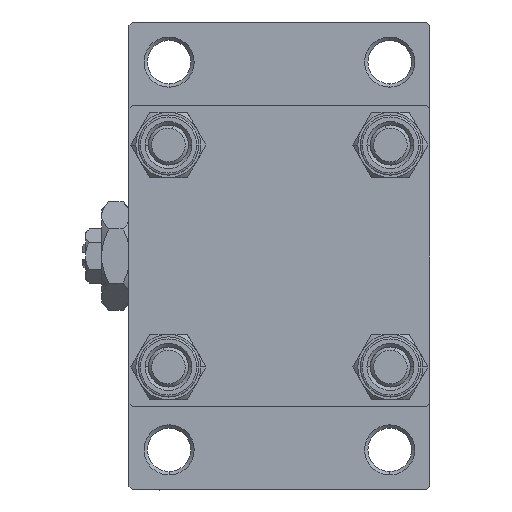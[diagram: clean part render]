
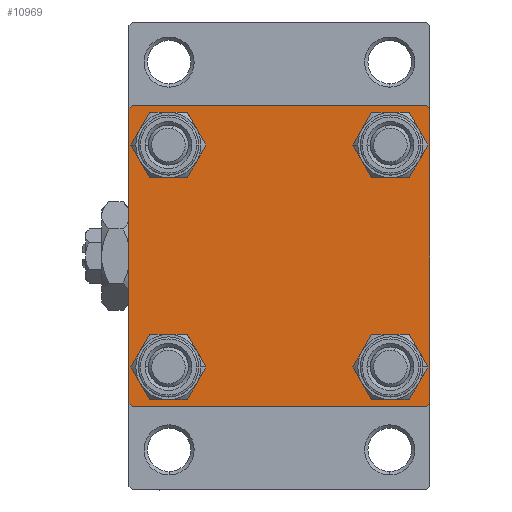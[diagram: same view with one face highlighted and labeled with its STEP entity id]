
A CAD part, left-side view. The second image highlights one B-rep face of the part: STEP entity #10969.
In plain terms, the highlighted planar face has unit normal (-1, 0, 0).
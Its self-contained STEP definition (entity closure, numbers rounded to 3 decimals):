
#200 = CARTESIAN_POINT ( 'NONE',  ( 0., 22.25, -22.25 ) ) ;
#450 = ORIENTED_EDGE ( 'NONE', *, *, #41023, .F. ) ;
#750 = DIRECTION ( 'NONE',  ( 1., 0., 0. ) ) ;
#1209 = CARTESIAN_POINT ( 'NONE',  ( 0., 22., -22.5 ) ) ;
#1515 = EDGE_LOOP ( 'NONE', ( #36346, #48294 ) ) ;
#1536 = ORIENTED_EDGE ( 'NONE', *, *, #23701, .T. ) ;
#1736 = DIRECTION ( 'NONE',  ( 0., -1., 0. ) ) ;
#1768 = AXIS2_PLACEMENT_3D ( 'NONE', #15960, #750, #42657 ) ;
#2156 = CARTESIAN_POINT ( 'NONE',  ( 0., 16.6, -16.6 ) ) ;
#2163 = CIRCLE ( 'NONE', #38023, 3.5 ) ;
#2283 = EDGE_CURVE ( 'NONE', #35977, #16568, #26637, .T. ) ;
#2496 = AXIS2_PLACEMENT_3D ( 'NONE', #16585, #46767, #46283 ) ;
#2746 = EDGE_CURVE ( 'NONE', #23571, #23232, #11258, .T. ) ;
#3104 = CARTESIAN_POINT ( 'NONE',  ( 0., 16.6, 16.6 ) ) ;
#3810 = CARTESIAN_POINT ( 'NONE',  ( 0., -16.6, -16.6 ) ) ;
#5255 = ORIENTED_EDGE ( 'NONE', *, *, #2746, .T. ) ;
#5695 = CIRCLE ( 'NONE', #37506, 3.5 ) ;
#5859 = CARTESIAN_POINT ( 'NONE',  ( 0., -16.6, -13.1 ) ) ;
#5970 = VERTEX_POINT ( 'NONE', #44419 ) ;
#6109 = EDGE_LOOP ( 'NONE', ( #26289, #1536 ) ) ;
#6249 = VERTEX_POINT ( 'NONE', #21656 ) ;
#7033 = VERTEX_POINT ( 'NONE', #29753 ) ;
#7059 = FACE_OUTER_BOUND ( 'NONE', #31148, .T. ) ;
#7656 = VERTEX_POINT ( 'NONE', #45390 ) ;
#7678 = DIRECTION ( 'NONE',  ( 0., 0.707, -0.707 ) ) ;
#8011 = DIRECTION ( 'NONE',  ( 1., 0., 0. ) ) ;
#8883 = VECTOR ( 'NONE', #46089, 1000. ) ;
#9900 = DIRECTION ( 'NONE',  ( 0., 0., 1. ) ) ;
#10295 = EDGE_CURVE ( 'NONE', #23232, #23571, #37704, .T. ) ;
#10419 = LINE ( 'NONE', #37343, #39084 ) ;
#10424 = CARTESIAN_POINT ( 'NONE',  ( 0., 22.5, 22.5 ) ) ;
#10821 = VECTOR ( 'NONE', #30115, 1000. ) ;
#10969 = ADVANCED_FACE ( 'NONE', ( #41229, #33996, #30245, #18270, #7059 ), #41719, .T. ) ;
#11160 = CARTESIAN_POINT ( 'NONE',  ( 0., 16.6, -16.6 ) ) ;
#11178 = VERTEX_POINT ( 'NONE', #33385 ) ;
#11258 = CIRCLE ( 'NONE', #2496, 3.5 ) ;
#11490 = LINE ( 'NONE', #44916, #43954 ) ;
#11916 = EDGE_CURVE ( 'NONE', #42405, #14935, #48881, .T. ) ;
#12377 = EDGE_CURVE ( 'NONE', #16568, #40662, #39894, .T. ) ;
#13498 = VERTEX_POINT ( 'NONE', #36633 ) ;
#13832 = ORIENTED_EDGE ( 'NONE', *, *, #46392, .T. ) ;
#13874 = VECTOR ( 'NONE', #1736, 1000. ) ;
#14037 = CARTESIAN_POINT ( 'NONE',  ( 0., 0., 0. ) ) ;
#14212 = ORIENTED_EDGE ( 'NONE', *, *, #2283, .T. ) ;
#14602 = CARTESIAN_POINT ( 'NONE',  ( 0., -16.6, 16.6 ) ) ;
#14935 = VERTEX_POINT ( 'NONE', #5859 ) ;
#15017 = EDGE_CURVE ( 'NONE', #40662, #6249, #41489, .T. ) ;
#15425 = ORIENTED_EDGE ( 'NONE', *, *, #15017, .T. ) ;
#15629 = DIRECTION ( 'NONE',  ( 1., 0., 0. ) ) ;
#15960 = CARTESIAN_POINT ( 'NONE',  ( 0., -16.6, -16.6 ) ) ;
#16568 = VERTEX_POINT ( 'NONE', #1209 ) ;
#16585 = CARTESIAN_POINT ( 'NONE',  ( 0., -16.6, 16.6 ) ) ;
#16860 = EDGE_CURVE ( 'NONE', #18236, #35977, #37843, .T. ) ;
#17024 = LINE ( 'NONE', #47455, #22511 ) ;
#17193 = VERTEX_POINT ( 'NONE', #49253 ) ;
#17370 = DIRECTION ( 'NONE',  ( 0., 0., 1. ) ) ;
#18026 = CARTESIAN_POINT ( 'NONE',  ( 0., -22., 22.5 ) ) ;
#18236 = VERTEX_POINT ( 'NONE', #27235 ) ;
#18270 = FACE_BOUND ( 'NONE', #6109, .T. ) ;
#18349 = DIRECTION ( 'NONE',  ( 1., 0., 0. ) ) ;
#18579 = ORIENTED_EDGE ( 'NONE', *, *, #41365, .T. ) ;
#19015 = DIRECTION ( 'NONE',  ( 1., 0., 0. ) ) ;
#19375 = AXIS2_PLACEMENT_3D ( 'NONE', #14037, #29264, #48462 ) ;
#21656 = CARTESIAN_POINT ( 'NONE',  ( 0., -22.5, -22. ) ) ;
#22511 = VECTOR ( 'NONE', #28008, 1000. ) ;
#23025 = CARTESIAN_POINT ( 'NONE',  ( 0., -22.25, -22.25 ) ) ;
#23113 = DIRECTION ( 'NONE',  ( 0., 0., 1. ) ) ;
#23227 = DIRECTION ( 'NONE',  ( 0., 0., 1. ) ) ;
#23232 = VERTEX_POINT ( 'NONE', #41992 ) ;
#23571 = VERTEX_POINT ( 'NONE', #48184 ) ;
#23701 = EDGE_CURVE ( 'NONE', #7033, #7656, #2163, .T. ) ;
#24338 = CIRCLE ( 'NONE', #45840, 3.5 ) ;
#24632 = VECTOR ( 'NONE', #7678, 1000. ) ;
#26289 = ORIENTED_EDGE ( 'NONE', *, *, #36314, .T. ) ;
#26628 = CARTESIAN_POINT ( 'NONE',  ( 0., 22.25, 22.25 ) ) ;
#26637 = LINE ( 'NONE', #200, #8883 ) ;
#27235 = CARTESIAN_POINT ( 'NONE',  ( 0., 22.5, 22. ) ) ;
#27643 = VERTEX_POINT ( 'NONE', #18026 ) ;
#27978 = ORIENTED_EDGE ( 'NONE', *, *, #12377, .T. ) ;
#28008 = DIRECTION ( 'NONE',  ( 0., 0., -1. ) ) ;
#28090 = EDGE_CURVE ( 'NONE', #17193, #18236, #30374, .T. ) ;
#29087 = DIRECTION ( 'NONE',  ( 1., 0., 0. ) ) ;
#29264 = DIRECTION ( 'NONE',  ( -1., 0., 0. ) ) ;
#29753 = CARTESIAN_POINT ( 'NONE',  ( 0., 16.6, 13.1 ) ) ;
#30115 = DIRECTION ( 'NONE',  ( 0., 0., -1. ) ) ;
#30245 = FACE_BOUND ( 'NONE', #41387, .T. ) ;
#30374 = LINE ( 'NONE', #26628, #24632 ) ;
#30690 = DIRECTION ( 'NONE',  ( 0., 0.707, 0.707 ) ) ;
#30718 = ORIENTED_EDGE ( 'NONE', *, *, #28090, .T. ) ;
#31148 = EDGE_LOOP ( 'NONE', ( #48942, #14212, #27978, #15425, #450, #35438, #39239, #30718 ) ) ;
#31316 = AXIS2_PLACEMENT_3D ( 'NONE', #2156, #29087, #17370 ) ;
#33052 = DIRECTION ( 'NONE',  ( 0., 0., 1. ) ) ;
#33153 = CARTESIAN_POINT ( 'NONE',  ( 0., -16.6, -20.1 ) ) ;
#33385 = CARTESIAN_POINT ( 'NONE',  ( 0., 16.6, -20.1 ) ) ;
#33634 = CIRCLE ( 'NONE', #1768, 3.5 ) ;
#33757 = AXIS2_PLACEMENT_3D ( 'NONE', #3810, #19015, #48964 ) ;
#33996 = FACE_BOUND ( 'NONE', #1515, .T. ) ;
#34100 = DIRECTION ( 'NONE',  ( 0., -1., 0. ) ) ;
#34449 = CARTESIAN_POINT ( 'NONE',  ( 0., 16.6, 16.6 ) ) ;
#35198 = CARTESIAN_POINT ( 'NONE',  ( 0., 22.5, -22. ) ) ;
#35438 = ORIENTED_EDGE ( 'NONE', *, *, #39174, .T. ) ;
#35977 = VERTEX_POINT ( 'NONE', #35198 ) ;
#36074 = EDGE_CURVE ( 'NONE', #17193, #27643, #10419, .T. ) ;
#36151 = CARTESIAN_POINT ( 'NONE',  ( 0., 22.5, -22.5 ) ) ;
#36314 = EDGE_CURVE ( 'NONE', #7656, #7033, #5695, .T. ) ;
#36346 = ORIENTED_EDGE ( 'NONE', *, *, #39228, .T. ) ;
#36633 = CARTESIAN_POINT ( 'NONE',  ( 0., 16.6, -13.1 ) ) ;
#37343 = CARTESIAN_POINT ( 'NONE',  ( 0., 22.5, 22.5 ) ) ;
#37506 = AXIS2_PLACEMENT_3D ( 'NONE', #3104, #40780, #33052 ) ;
#37704 = CIRCLE ( 'NONE', #48062, 3.5 ) ;
#37843 = LINE ( 'NONE', #10424, #10821 ) ;
#37852 = VECTOR ( 'NONE', #38236, 1000. ) ;
#38023 = AXIS2_PLACEMENT_3D ( 'NONE', #34449, #8011, #23227 ) ;
#38236 = DIRECTION ( 'NONE',  ( 0., -0.707, 0.707 ) ) ;
#39084 = VECTOR ( 'NONE', #34100, 1000. ) ;
#39174 = EDGE_CURVE ( 'NONE', #5970, #27643, #11490, .T. ) ;
#39228 = EDGE_CURVE ( 'NONE', #14935, #42405, #33634, .T. ) ;
#39239 = ORIENTED_EDGE ( 'NONE', *, *, #36074, .F. ) ;
#39894 = LINE ( 'NONE', #36151, #13874 ) ;
#40662 = VERTEX_POINT ( 'NONE', #48987 ) ;
#40780 = DIRECTION ( 'NONE',  ( 1., 0., 0. ) ) ;
#41023 = EDGE_CURVE ( 'NONE', #5970, #6249, #17024, .T. ) ;
#41229 = FACE_BOUND ( 'NONE', #48667, .T. ) ;
#41365 = EDGE_CURVE ( 'NONE', #13498, #11178, #48830, .T. ) ;
#41387 = EDGE_LOOP ( 'NONE', ( #18579, #13832 ) ) ;
#41489 = LINE ( 'NONE', #23025, #37852 ) ;
#41719 = PLANE ( 'NONE',  #19375 ) ;
#41992 = CARTESIAN_POINT ( 'NONE',  ( 0., -16.6, 13.1 ) ) ;
#42405 = VERTEX_POINT ( 'NONE', #33153 ) ;
#42657 = DIRECTION ( 'NONE',  ( 0., 0., 1. ) ) ;
#43954 = VECTOR ( 'NONE', #30690, 1000. ) ;
#44419 = CARTESIAN_POINT ( 'NONE',  ( 0., -22.5, 22. ) ) ;
#44916 = CARTESIAN_POINT ( 'NONE',  ( 0., -22.25, 22.25 ) ) ;
#45390 = CARTESIAN_POINT ( 'NONE',  ( 0., 16.6, 20.1 ) ) ;
#45840 = AXIS2_PLACEMENT_3D ( 'NONE', #11160, #15629, #23113 ) ;
#46089 = DIRECTION ( 'NONE',  ( 0., -0.707, -0.707 ) ) ;
#46283 = DIRECTION ( 'NONE',  ( 0., 0., 1. ) ) ;
#46392 = EDGE_CURVE ( 'NONE', #11178, #13498, #24338, .T. ) ;
#46767 = DIRECTION ( 'NONE',  ( 1., 0., 0. ) ) ;
#46914 = ORIENTED_EDGE ( 'NONE', *, *, #10295, .T. ) ;
#47455 = CARTESIAN_POINT ( 'NONE',  ( 0., -22.5, 22.5 ) ) ;
#48062 = AXIS2_PLACEMENT_3D ( 'NONE', #14602, #18349, #9900 ) ;
#48184 = CARTESIAN_POINT ( 'NONE',  ( 0., -16.6, 20.1 ) ) ;
#48294 = ORIENTED_EDGE ( 'NONE', *, *, #11916, .T. ) ;
#48462 = DIRECTION ( 'NONE',  ( 0., 0., 1. ) ) ;
#48667 = EDGE_LOOP ( 'NONE', ( #5255, #46914 ) ) ;
#48830 = CIRCLE ( 'NONE', #31316, 3.5 ) ;
#48881 = CIRCLE ( 'NONE', #33757, 3.5 ) ;
#48942 = ORIENTED_EDGE ( 'NONE', *, *, #16860, .T. ) ;
#48964 = DIRECTION ( 'NONE',  ( 0., 0., 1. ) ) ;
#48987 = CARTESIAN_POINT ( 'NONE',  ( 0., -22., -22.5 ) ) ;
#49253 = CARTESIAN_POINT ( 'NONE',  ( 0., 22., 22.5 ) ) ;
